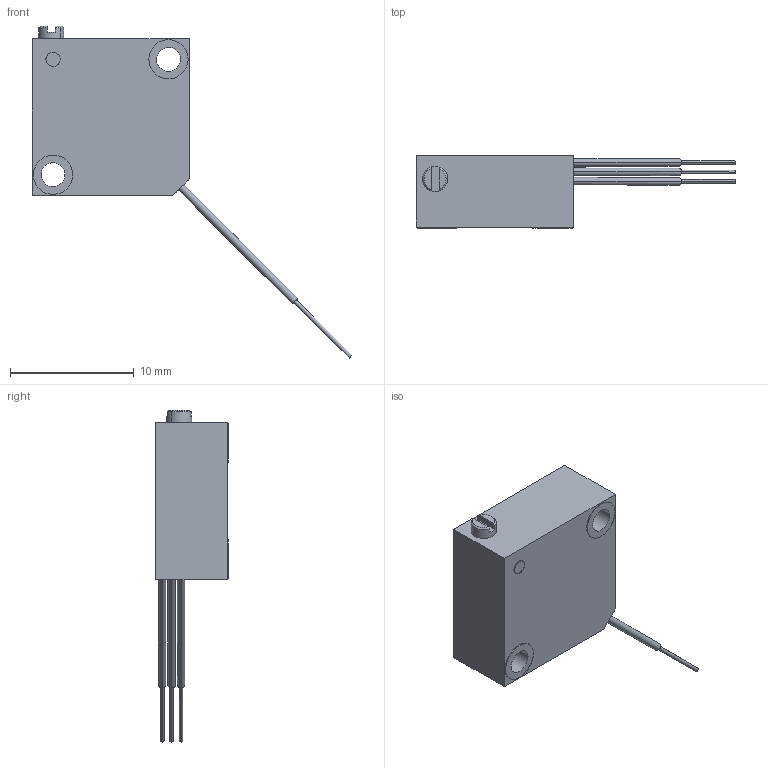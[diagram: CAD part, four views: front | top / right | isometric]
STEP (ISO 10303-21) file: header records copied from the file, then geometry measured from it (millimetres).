
FILE_DESCRIPTION((''),'2;1');
FILE_NAME('PRT0004','2012-11-20T',('ryans'),('Bourns, Inc.'),'PRO/ENGINEER BY PARAMETRIC TECHNOLOGY CORPORATION, 2012230','PRO/ENGINEER BY PARAMETRIC TECHNOLOGY CORPORATION, 2012230','');
FILE_SCHEMA(('CONFIG_CONTROL_DESIGN'));
Length unit declared in the file: inch
Products named in the file (1): PRT0004
Bounding box: 25.85 x 5.84 x 26.86 mm (x, y, z)
Volume: 900.7 mm3; surface area: 838.6 mm2
Topology: 1 solids, 2 shells, 636 faces, 1865 edges, 1266 vertices
Faces by surface type: plane 574, cylinder 60, cone 2
Entity records: 21136 total; most frequent: CARTESIAN_POINT 3966, ORIENTED_EDGE 3730, DIRECTION 3307, EDGE_CURVE 1865, VECTOR 1607, LINE 1607, VERTEX_POINT 1266, AXIS2_PLACEMENT_3D 850
